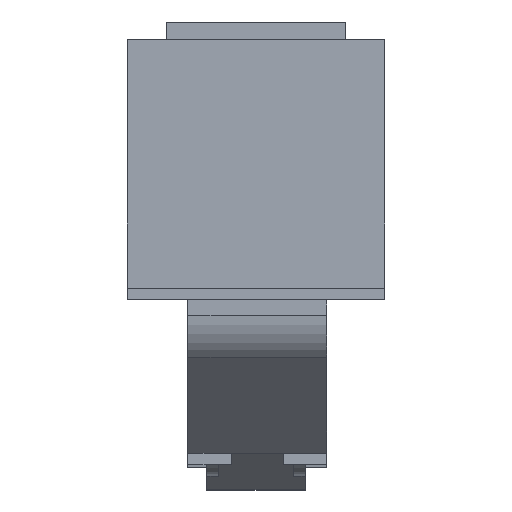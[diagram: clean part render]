
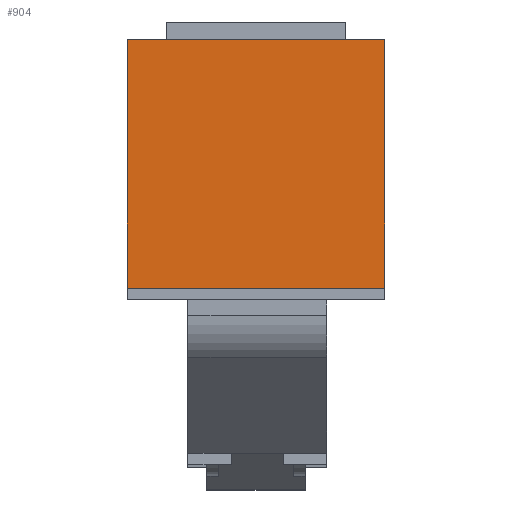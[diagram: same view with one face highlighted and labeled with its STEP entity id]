
A CAD part, left-side view. The second image highlights one B-rep face of the part: STEP entity #904.
In plain terms, the highlighted planar face has unit normal (-1, 0, 0).
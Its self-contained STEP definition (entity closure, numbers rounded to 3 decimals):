
#11 = DIRECTION ( 'NONE',  ( 0., -1., 0. ) ) ;
#27 = LINE ( 'NONE', #5840, #6258 ) ;
#203 = ORIENTED_EDGE ( 'NONE', *, *, #9120, .T. ) ;
#222 = CARTESIAN_POINT ( 'NONE',  ( -221., 22.225, 2. ) ) ;
#431 = DIRECTION ( 'NONE',  ( 0., 0., -1. ) ) ;
#494 = CARTESIAN_POINT ( 'NONE',  ( -221., -22.225, 2. ) ) ;
#757 = VECTOR ( 'NONE', #812, 1000. ) ;
#812 = DIRECTION ( 'NONE',  ( 0., 0., -1. ) ) ;
#904 = ADVANCED_FACE ( 'NONE', ( #8699 ), #6099, .F. ) ;
#926 = ORIENTED_EDGE ( 'NONE', *, *, #9409, .T. ) ;
#2356 = CARTESIAN_POINT ( 'NONE',  ( -221., 22.225, 45. ) ) ;
#2391 = CARTESIAN_POINT ( 'NONE',  ( -221., 22.225, 45. ) ) ;
#2487 = CARTESIAN_POINT ( 'NONE',  ( -221., 22.225, 2. ) ) ;
#2572 = LINE ( 'NONE', #222, #6646 ) ;
#2604 = LINE ( 'NONE', #2391, #6685 ) ;
#3210 = LINE ( 'NONE', #8279, #757 ) ;
#3280 = VERTEX_POINT ( 'NONE', #2356 ) ;
#3675 = CARTESIAN_POINT ( 'NONE',  ( -221., 22.225, 45. ) ) ;
#3692 = ORIENTED_EDGE ( 'NONE', *, *, #7564, .F. ) ;
#3780 = DIRECTION ( 'NONE',  ( 0., -1., 0. ) ) ;
#4172 = EDGE_LOOP ( 'NONE', ( #926, #7135, #3692, #203 ) ) ;
#5320 = DIRECTION ( 'NONE',  ( 1., 0., 0. ) ) ;
#5840 = CARTESIAN_POINT ( 'NONE',  ( -221., -22.225, 45. ) ) ;
#5994 = AXIS2_PLACEMENT_3D ( 'NONE', #3675, #5320, #431 ) ;
#6099 = PLANE ( 'NONE',  #5994 ) ;
#6258 = VECTOR ( 'NONE', #6678, 1000. ) ;
#6646 = VECTOR ( 'NONE', #3780, 1000. ) ;
#6678 = DIRECTION ( 'NONE',  ( 0., 0., -1. ) ) ;
#6685 = VECTOR ( 'NONE', #11, 1000. ) ;
#7135 = ORIENTED_EDGE ( 'NONE', *, *, #9148, .F. ) ;
#7564 = EDGE_CURVE ( 'NONE', #3280, #8356, #2604, .T. ) ;
#8139 = CARTESIAN_POINT ( 'NONE',  ( -221., -22.225, 45. ) ) ;
#8266 = VERTEX_POINT ( 'NONE', #494 ) ;
#8279 = CARTESIAN_POINT ( 'NONE',  ( -221., 22.225, 45. ) ) ;
#8356 = VERTEX_POINT ( 'NONE', #8139 ) ;
#8699 = FACE_OUTER_BOUND ( 'NONE', #4172, .T. ) ;
#9120 = EDGE_CURVE ( 'NONE', #3280, #10263, #3210, .T. ) ;
#9148 = EDGE_CURVE ( 'NONE', #8356, #8266, #27, .T. ) ;
#9409 = EDGE_CURVE ( 'NONE', #10263, #8266, #2572, .T. ) ;
#10263 = VERTEX_POINT ( 'NONE', #2487 ) ;
